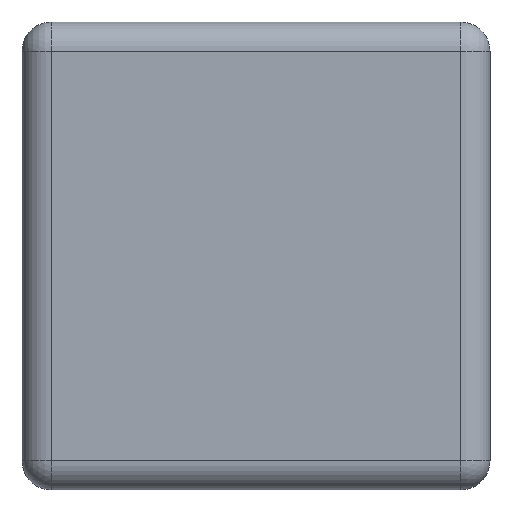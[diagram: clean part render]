
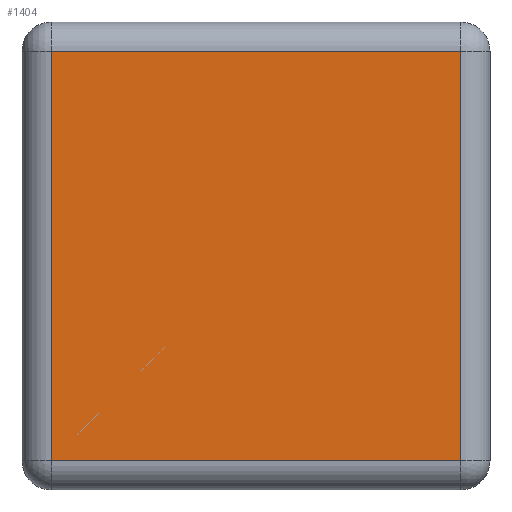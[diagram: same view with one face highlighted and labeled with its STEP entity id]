
A CAD part, left-side view. The second image highlights one B-rep face of the part: STEP entity #1404.
In plain terms, the highlighted planar face has unit normal (-1, 0, 0).
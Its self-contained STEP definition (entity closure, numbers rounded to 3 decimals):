
#1404 = ADVANCED_FACE ( 'NONE', ( #2093 ), #5421, .F. ) ;
#1413 = EDGE_CURVE ( 'NONE', #2423, #2421, #5470, .T. ) ;
#1423 = EDGE_CURVE ( 'NONE', #2450, #2423, #5497, .T. ) ;
#1428 = EDGE_CURVE ( 'NONE', #2421, #2422, #5512, .T. ) ;
#1430 = EDGE_CURVE ( 'NONE', #2422, #2450, #5518, .T. ) ;
#1860 = EDGE_LOOP ( 'NONE', ( #4676, #4642, #4620, #4715 ) ) ;
#2020 = VECTOR ( 'NONE', #5520, 1000. ) ;
#2035 = VECTOR ( 'NONE', #5499, 1000. ) ;
#2036 = VECTOR ( 'NONE', #5472, 1000. ) ;
#2055 = VECTOR ( 'NONE', #5514, 1000. ) ;
#2093 = FACE_OUTER_BOUND ( 'NONE', #1860, .T. ) ;
#2102 = AXIS2_PLACEMENT_3D ( 'NONE', #5422, #5423, #5424 ) ;
#2421 = VERTEX_POINT ( 'NONE', #2672 ) ;
#2422 = VERTEX_POINT ( 'NONE', #2673 ) ;
#2423 = VERTEX_POINT ( 'NONE', #2674 ) ;
#2450 = VERTEX_POINT ( 'NONE', #2695 ) ;
#2672 = CARTESIAN_POINT ( 'NONE',  ( -0.8, 0.35, -0.35 ) ) ;
#2673 = CARTESIAN_POINT ( 'NONE',  ( -0.8, -0.35, -0.35 ) ) ;
#2674 = CARTESIAN_POINT ( 'NONE',  ( -0.8, 0.35, 0.35 ) ) ;
#2695 = CARTESIAN_POINT ( 'NONE',  ( -0.8, -0.35, 0.35 ) ) ;
#4620 = ORIENTED_EDGE ( 'NONE', *, *, #1430, .T. ) ;
#4642 = ORIENTED_EDGE ( 'NONE', *, *, #1428, .T. ) ;
#4676 = ORIENTED_EDGE ( 'NONE', *, *, #1413, .T. ) ;
#4715 = ORIENTED_EDGE ( 'NONE', *, *, #1423, .T. ) ;
#5421 = PLANE ( 'NONE',  #2102 ) ;
#5422 = CARTESIAN_POINT ( 'NONE',  ( -0.8, 0.4, 0.4 ) ) ;
#5423 = DIRECTION ( 'NONE',  ( 1., 0., 0. ) ) ;
#5424 = DIRECTION ( 'NONE',  ( 0., 0., -1. ) ) ;
#5470 = LINE ( 'NONE', #5471, #2036 ) ;
#5471 = CARTESIAN_POINT ( 'NONE',  ( -0.8, 0.35, 0.4 ) ) ;
#5472 = DIRECTION ( 'NONE',  ( 0., 0., -1. ) ) ;
#5497 = LINE ( 'NONE', #5498, #2035 ) ;
#5498 = CARTESIAN_POINT ( 'NONE',  ( -0.8, 0.4, 0.35 ) ) ;
#5499 = DIRECTION ( 'NONE',  ( 0., 1., 0. ) ) ;
#5512 = LINE ( 'NONE', #5513, #2055 ) ;
#5513 = CARTESIAN_POINT ( 'NONE',  ( -0.8, 0.4, -0.35 ) ) ;
#5514 = DIRECTION ( 'NONE',  ( 0., -1., 0. ) ) ;
#5518 = LINE ( 'NONE', #5519, #2020 ) ;
#5519 = CARTESIAN_POINT ( 'NONE',  ( -0.8, -0.35, 0.4 ) ) ;
#5520 = DIRECTION ( 'NONE',  ( 0., 0., 1. ) ) ;
